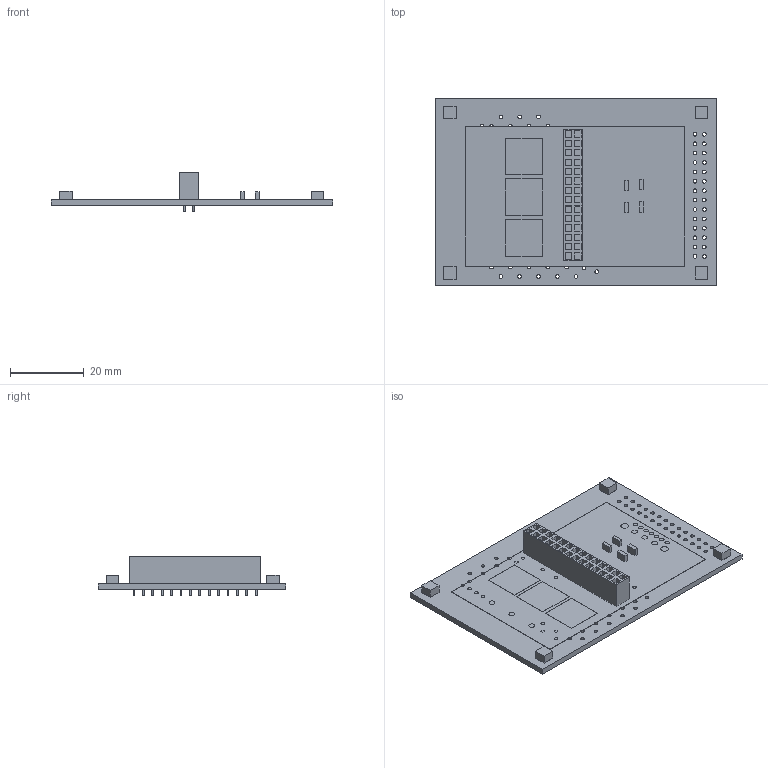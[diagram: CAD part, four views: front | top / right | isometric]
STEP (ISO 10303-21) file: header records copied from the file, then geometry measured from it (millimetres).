
FILE_DESCRIPTION(/* description */ (''),/* implementation_level */ '2;1');
FILE_NAME(/* name */ 'fbf415ba-0876-407a-a37c-9af611e56f41.stp',/* time_stamp */ '2020-09-13T03:58:55+00:00',/* author */ (''),/* organization */ (''),/* preprocessor_version */ 'ST-DEVELOPER v18.1',/* originating_system */ 'Autodesk Translation Framework v9.3.0.1241',/* authorisation */ '');
FILE_SCHEMA (('AUTOMOTIVE_DESIGN { 1 0 10303 214 3 1 1 }'));
Length unit declared in the file: millimetre
Products named in the file (9): fbf415ba-0876-407a-a37c-9af611e56f41; PCB Component; Board; UCM1H331MNL1GS; STAND-OFF; Q48SC12050NRDH; LED-0603; 470; BRICKBOARD_TSW_14X2
Assembly tree (15 placements, depth 3):
  fbf415ba-0876-407a-a37c-9af611e56f41
    PCB Component
      Board
      UCM1H331MNL1GS  x3
      STAND-OFF  x4
      Q48SC12050NRDH
      LED-0603  x2
      470  x2
      BRICKBOARD_TSW_14X2
Bounding box: 76.2 x 50.8 x 10.46 mm (x, y, z)
Volume: 7188.2 mm3; surface area: 15986.6 mm2
Topology: 14 solids, 14 shells, 392 faces, 924 edges, 616 vertices
Faces by surface type: plane 252, cylinder 140
Full cylindrical faces by diameter (mm): 0.508 x28, 1 x93, 1.2 x7, 1.6 x6, 2.1 x2, 3.302 x4
Entity records: 11147 total; most frequent: DIRECTION 1868, CARTESIAN_POINT 1774, ORIENTED_EDGE 1680, EDGE_CURVE 840, AXIS2_PLACEMENT_3D 654, EDGE_LOOP 630, LINE 560, VECTOR 560
